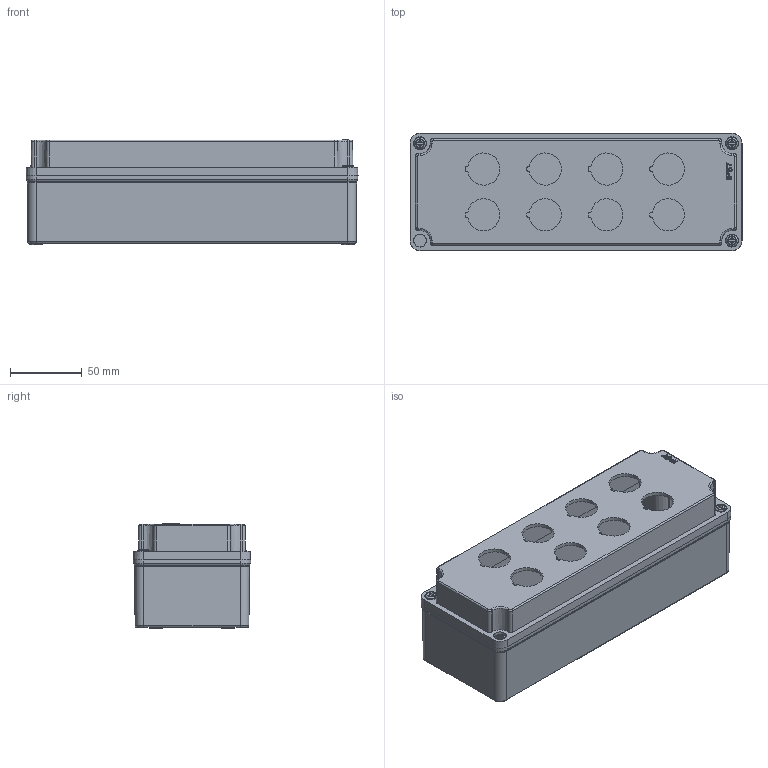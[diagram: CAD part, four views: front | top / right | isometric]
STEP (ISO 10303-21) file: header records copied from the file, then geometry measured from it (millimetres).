
FILE_DESCRIPTION(/* description */ (''),/* implementation_level */ '2;1');
FILE_NAME(/* name */ '3D_LPZM6CA8.stp',/* time_stamp */ '2024-06-28T08:03:11+02:00',/* author */ (''),/* organization */ (''),/* preprocessor_version */ 'ST-DEVELOPER v16.7',/* originating_system */ 'SIEMENS PLM Software NX 12.0',/* authorisation */ '');
FILE_SCHEMA (('AP203_CONFIGURATION_CONTROLLED_3D_DESIGN_OF_MECHANICAL_PARTS_AND_ASSEMBLIES_MIM_LF { 1 0 10303 403 2 1 2}'));
Length unit declared in the file: millimetre
Products named in the file (1): Ferr23B4DE04qucv
Bounding box: 232 x 82 x 73.5 mm (x, y, z)
Surface area: 125267.8 mm2 (no closed solid volume)
Topology: 0 solids, 10 shells, 338 faces, 1088 edges, 730 vertices
Faces by surface type: plane 127, cylinder 105, bspline 42, cone 31, torus 22, extrusion 11
Entity records: 12992 total; most frequent: CARTESIAN_POINT 3907, DIRECTION 1815, ORIENTED_EDGE 1681, EDGE_CURVE 1064, VERTEX_POINT 721, AXIS2_PLACEMENT_3D 650, VECTOR 515, LINE 504
